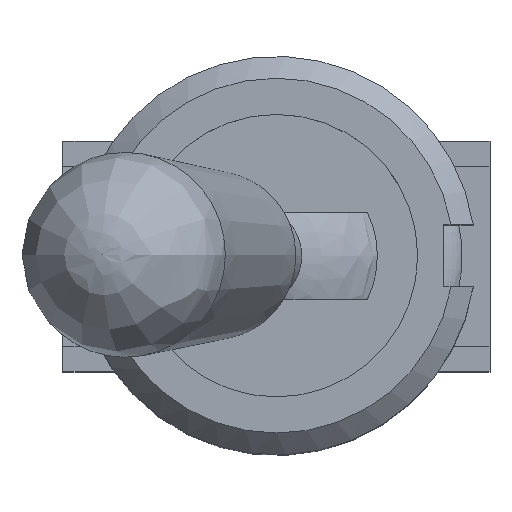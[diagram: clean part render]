
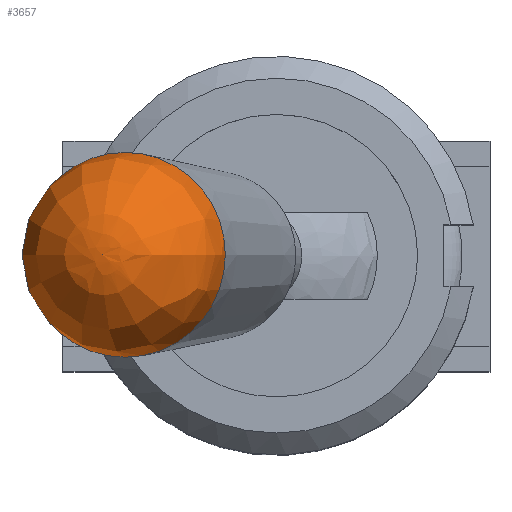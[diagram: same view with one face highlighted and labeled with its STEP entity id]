
A CAD part, top view. The second image highlights one B-rep face of the part: STEP entity #3657.
In plain terms, the highlighted free-form (B-spline) face has degree [2, 2] with [5, 9] control points.
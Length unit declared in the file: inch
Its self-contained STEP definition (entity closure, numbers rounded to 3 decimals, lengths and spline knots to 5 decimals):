
#21=(
BOUNDED_SURFACE()
B_SPLINE_SURFACE(2,2,((#5756,#5757,#5758,#5759,#5760,#5761,#5762,#5763,
#5764),(#5765,#5766,#5767,#5768,#5769,#5770,#5771,#5772,#5773),(#5774,#5775,
#5776,#5777,#5778,#5779,#5780,#5781,#5782),(#5783,#5784,#5785,#5786,#5787,
#5788,#5789,#5790,#5791),(#5792,#5793,#5794,#5795,#5796,#5797,#5798,#5799,
#5800)),.UNSPECIFIED.,.F.,.T.,.F.)
B_SPLINE_SURFACE_WITH_KNOTS((3,2,3),(3,2,2,2,3),(-0.06573,0.75361,
1.57296),(-3.14159,-1.5708,0.,1.5708,
3.14159),.UNSPECIFIED.)
GEOMETRIC_REPRESENTATION_ITEM()
RATIONAL_B_SPLINE_SURFACE(((1.,0.707,1.,0.707,1.,
0.707,1.,0.707,1.),(0.917,0.649,
0.917,0.649,0.917,0.649,0.917,
0.649,0.917),(1.,0.707,1.,0.707,
1.,0.707,1.,0.707,1.),(0.917,0.649,
0.917,0.649,0.917,0.649,0.917,
0.649,0.917),(1.,0.707,1.,0.707,
1.,0.707,1.,0.707,1.)))
REPRESENTATION_ITEM('')
SURFACE()
);
#227=FACE_OUTER_BOUND('',#451,.T.);
#451=EDGE_LOOP('',(#2828,#2829,#2830));
#1453=CIRCLE('',#3981,0.11988);
#1454=CIRCLE('',#3982,0.11988);
#1651=VERTEX_POINT('',#5753);
#1652=VERTEX_POINT('',#5801);
#2074=EDGE_CURVE('',#1651,#1651,#1453,.T.);
#2076=EDGE_CURVE('',#1652,#1651,#1454,.T.);
#2828=ORIENTED_EDGE('',*,*,#2076,.T.);
#2829=ORIENTED_EDGE('',*,*,#2074,.T.);
#2830=ORIENTED_EDGE('',*,*,#2076,.F.);
#3657=ADVANCED_FACE('',(#227),#21,.F.);
#3981=AXIS2_PLACEMENT_3D('',#5754,#4688,#4689);
#3982=AXIS2_PLACEMENT_3D('',#5802,#4691,#4692);
#4688=DIRECTION('center_axis',(-0.208,0.,
0.978));
#4689=DIRECTION('ref_axis',(-0.978,0.,-0.208));
#4691=DIRECTION('center_axis',(0.,1.,0.));
#4692=DIRECTION('ref_axis',(0.978,0.,0.208));
#5753=CARTESIAN_POINT('',(-0.05983,0.,1.40848));
#5754=CARTESIAN_POINT('Origin',(-0.17709,0.,
1.38355));
#5756=CARTESIAN_POINT('Ctrl Pts',(-0.05983,0.,
1.40848));
#5757=CARTESIAN_POINT('Ctrl Pts',(-0.05983,0.11988,
1.40848));
#5758=CARTESIAN_POINT('Ctrl Pts',(-0.17709,0.11988,
1.38355));
#5759=CARTESIAN_POINT('Ctrl Pts',(-0.29436,0.11988,
1.35863));
#5760=CARTESIAN_POINT('Ctrl Pts',(-0.29436,0.,
1.35863));
#5761=CARTESIAN_POINT('Ctrl Pts',(-0.29436,-0.11988,
1.35863));
#5762=CARTESIAN_POINT('Ctrl Pts',(-0.17709,-0.11988,
1.38355));
#5763=CARTESIAN_POINT('Ctrl Pts',(-0.05983,-0.11988,
1.40848));
#5764=CARTESIAN_POINT('Ctrl Pts',(-0.05983,0.,
1.40848));
#5765=CARTESIAN_POINT('Ctrl Pts',(-0.06729,0.,
1.46));
#5766=CARTESIAN_POINT('Ctrl Pts',(-0.06729,0.1233,
1.46));
#5767=CARTESIAN_POINT('Ctrl Pts',(-0.18789,0.1233,
1.43436));
#5768=CARTESIAN_POINT('Ctrl Pts',(-0.3085,0.1233,
1.40873));
#5769=CARTESIAN_POINT('Ctrl Pts',(-0.3085,0.,
1.40873));
#5770=CARTESIAN_POINT('Ctrl Pts',(-0.3085,-0.1233,
1.40873));
#5771=CARTESIAN_POINT('Ctrl Pts',(-0.18789,-0.1233,
1.43436));
#5772=CARTESIAN_POINT('Ctrl Pts',(-0.06729,-0.1233,
1.46));
#5773=CARTESIAN_POINT('Ctrl Pts',(-0.06729,0.,
1.46));
#5774=CARTESIAN_POINT('Ctrl Pts',(-0.11002,0.,
1.48972));
#5775=CARTESIAN_POINT('Ctrl Pts',(-0.11002,0.08768,
1.48972));
#5776=CARTESIAN_POINT('Ctrl Pts',(-0.19579,0.08768,
1.47149));
#5777=CARTESIAN_POINT('Ctrl Pts',(-0.28155,0.08768,
1.45326));
#5778=CARTESIAN_POINT('Ctrl Pts',(-0.28155,0.,
1.45326));
#5779=CARTESIAN_POINT('Ctrl Pts',(-0.28155,-0.08768,
1.45326));
#5780=CARTESIAN_POINT('Ctrl Pts',(-0.19579,-0.08768,
1.47149));
#5781=CARTESIAN_POINT('Ctrl Pts',(-0.11002,-0.08768,
1.48972));
#5782=CARTESIAN_POINT('Ctrl Pts',(-0.11002,0.,
1.48972));
#5783=CARTESIAN_POINT('Ctrl Pts',(-0.15276,0.,
1.51945));
#5784=CARTESIAN_POINT('Ctrl Pts',(-0.15276,0.05206,
1.51945));
#5785=CARTESIAN_POINT('Ctrl Pts',(-0.20368,0.05206,
1.50863));
#5786=CARTESIAN_POINT('Ctrl Pts',(-0.2546,0.05206,
1.4978));
#5787=CARTESIAN_POINT('Ctrl Pts',(-0.2546,0.,
1.4978));
#5788=CARTESIAN_POINT('Ctrl Pts',(-0.2546,-0.05206,
1.4978));
#5789=CARTESIAN_POINT('Ctrl Pts',(-0.20368,-0.05206,
1.50863));
#5790=CARTESIAN_POINT('Ctrl Pts',(-0.15276,-0.05206,
1.51945));
#5791=CARTESIAN_POINT('Ctrl Pts',(-0.15276,0.,
1.51945));
#5792=CARTESIAN_POINT('Ctrl Pts',(-0.20366,0.,
1.50852));
#5793=CARTESIAN_POINT('Ctrl Pts',(-0.20366,0.,
1.50852));
#5794=CARTESIAN_POINT('Ctrl Pts',(-0.20366,0.,
1.50852));
#5795=CARTESIAN_POINT('Ctrl Pts',(-0.20366,0.,
1.50852));
#5796=CARTESIAN_POINT('Ctrl Pts',(-0.20366,0.,
1.50852));
#5797=CARTESIAN_POINT('Ctrl Pts',(-0.20366,0.,
1.50852));
#5798=CARTESIAN_POINT('Ctrl Pts',(-0.20366,0.,
1.50852));
#5799=CARTESIAN_POINT('Ctrl Pts',(-0.20366,0.,
1.50852));
#5800=CARTESIAN_POINT('Ctrl Pts',(-0.20366,0.,
1.50852));
#5801=CARTESIAN_POINT('',(-0.20366,0.,1.50852));
#5802=CARTESIAN_POINT('Origin',(-0.17848,0.,
1.39131));
